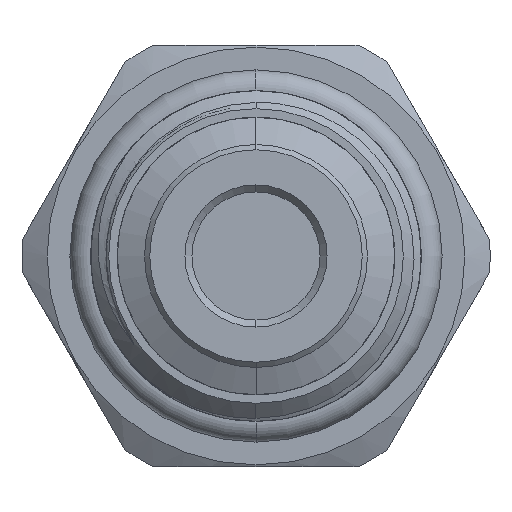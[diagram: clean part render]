
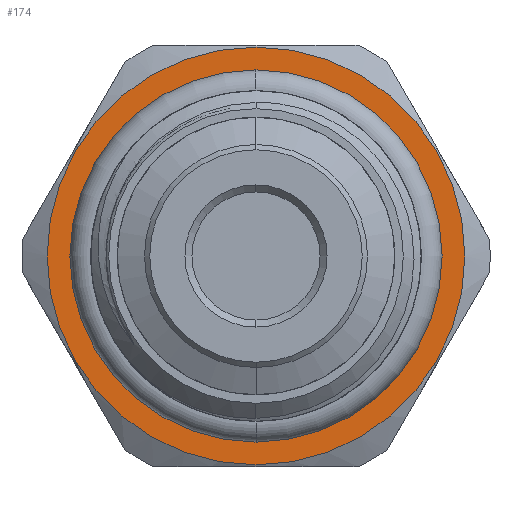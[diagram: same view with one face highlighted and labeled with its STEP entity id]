
A CAD part, left-side view. The second image highlights one B-rep face of the part: STEP entity #174.
In plain terms, the highlighted planar face has unit normal (-1, 0, 0).
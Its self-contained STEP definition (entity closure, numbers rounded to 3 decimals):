
#174 = ADVANCED_FACE ( 'NONE', ( #12569, #9415 ), #11171, .T. ) ;
#384 = DIRECTION ( 'NONE',  ( 0., 0., -1. ) ) ;
#548 = DIRECTION ( 'NONE',  ( -1., 0., 0. ) ) ;
#1226 = CARTESIAN_POINT ( 'NONE',  ( -37.669, 0., 11.9 ) ) ;
#1918 = ORIENTED_EDGE ( 'NONE', *, *, #9331, .F. ) ;
#2444 = AXIS2_PLACEMENT_3D ( 'NONE', #2756, #3960, #384 ) ;
#2646 = DIRECTION ( 'NONE',  ( -1., 0., 0. ) ) ;
#2676 = DIRECTION ( 'NONE',  ( 0., 0., 1. ) ) ;
#2756 = CARTESIAN_POINT ( 'NONE',  ( -37.669, 0., 0. ) ) ;
#2825 = CARTESIAN_POINT ( 'NONE',  ( -37.669, 0., -9.431 ) ) ;
#2858 = EDGE_LOOP ( 'NONE', ( #3517, #6123 ) ) ;
#3380 = CARTESIAN_POINT ( 'NONE',  ( -37.669, 0., 0. ) ) ;
#3517 = ORIENTED_EDGE ( 'NONE', *, *, #6178, .T. ) ;
#3960 = DIRECTION ( 'NONE',  ( -1., 0., 0. ) ) ;
#5127 = EDGE_CURVE ( 'NONE', #12931, #13156, #5959, .T. ) ;
#5664 = DIRECTION ( 'NONE',  ( -1., 0., 0. ) ) ;
#5959 = CIRCLE ( 'NONE', #2444, 11.9 ) ;
#5982 = CARTESIAN_POINT ( 'NONE',  ( -37.669, 0., 0. ) ) ;
#6118 = CARTESIAN_POINT ( 'NONE',  ( -37.669, 0., 0. ) ) ;
#6123 = ORIENTED_EDGE ( 'NONE', *, *, #5127, .T. ) ;
#6178 = EDGE_CURVE ( 'NONE', #13156, #12931, #13358, .T. ) ;
#6401 = DIRECTION ( 'NONE',  ( 0., 0., -1. ) ) ;
#6670 = EDGE_LOOP ( 'NONE', ( #9457, #1918 ) ) ;
#7261 = AXIS2_PLACEMENT_3D ( 'NONE', #3380, #5664, #13951 ) ;
#8434 = CIRCLE ( 'NONE', #9232, 9.431 ) ;
#9017 = VERTEX_POINT ( 'NONE', #11831 ) ;
#9232 = AXIS2_PLACEMENT_3D ( 'NONE', #5982, #10713, #2676 ) ;
#9331 = EDGE_CURVE ( 'NONE', #15151, #9017, #11607, .T. ) ;
#9415 = FACE_OUTER_BOUND ( 'NONE', #2858, .T. ) ;
#9457 = ORIENTED_EDGE ( 'NONE', *, *, #14860, .F. ) ;
#9598 = AXIS2_PLACEMENT_3D ( 'NONE', #6118, #2646, #9723 ) ;
#9723 = DIRECTION ( 'NONE',  ( 0., 0., 1. ) ) ;
#10713 = DIRECTION ( 'NONE',  ( -1., 0., 0. ) ) ;
#11171 = PLANE ( 'NONE',  #14758 ) ;
#11607 = CIRCLE ( 'NONE', #9598, 9.431 ) ;
#11831 = CARTESIAN_POINT ( 'NONE',  ( -37.669, 0., 9.431 ) ) ;
#12569 = FACE_BOUND ( 'NONE', #6670, .T. ) ;
#12931 = VERTEX_POINT ( 'NONE', #1226 ) ;
#13156 = VERTEX_POINT ( 'NONE', #13739 ) ;
#13358 = CIRCLE ( 'NONE', #7261, 11.9 ) ;
#13739 = CARTESIAN_POINT ( 'NONE',  ( -37.669, 0., -11.9 ) ) ;
#13951 = DIRECTION ( 'NONE',  ( 0., 0., -1. ) ) ;
#14701 = CARTESIAN_POINT ( 'NONE',  ( -37.669, -11.9, 0. ) ) ;
#14758 = AXIS2_PLACEMENT_3D ( 'NONE', #14701, #548, #6401 ) ;
#14860 = EDGE_CURVE ( 'NONE', #9017, #15151, #8434, .T. ) ;
#15151 = VERTEX_POINT ( 'NONE', #2825 ) ;
